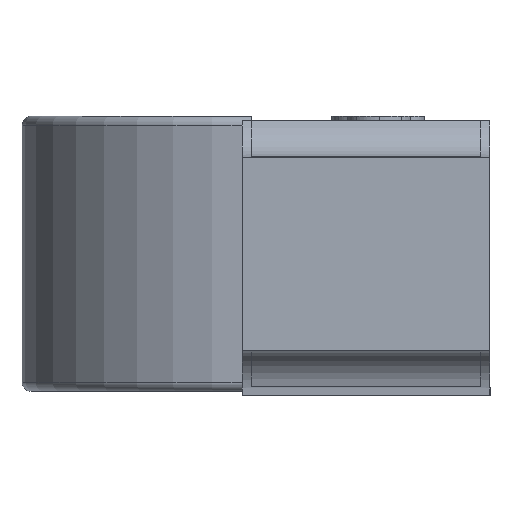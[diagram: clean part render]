
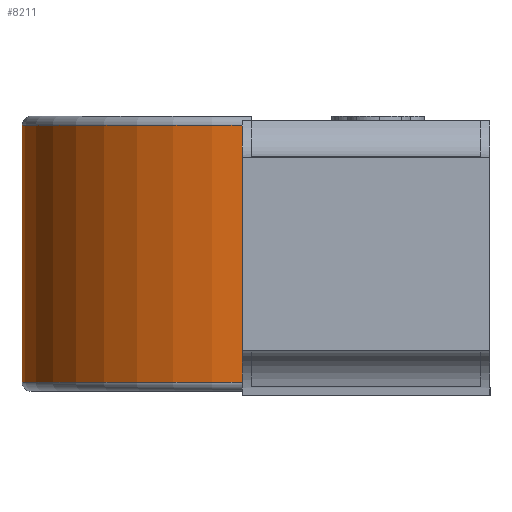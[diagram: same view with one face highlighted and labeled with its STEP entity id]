
A CAD part, left-side view. The second image highlights one B-rep face of the part: STEP entity #8211.
In plain terms, the highlighted cylindrical face has radius 0.5 mm (diameter 1 mm), a partial arc.
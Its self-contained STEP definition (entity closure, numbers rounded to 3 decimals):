
#411 = CARTESIAN_POINT ( 'NONE',  ( -0.35, 0.02, -0.28 ) ) ;
#791 = DIRECTION ( 'NONE',  ( 0., 1., 0. ) ) ;
#919 = CYLINDRICAL_SURFACE ( 'NONE', #14563, 0.5 ) ;
#1059 = CARTESIAN_POINT ( 'NONE',  ( -0.85, 0.02, 0.28 ) ) ;
#2119 = VECTOR ( 'NONE', #4440, 1000. ) ;
#2307 = VERTEX_POINT ( 'NONE', #16281 ) ;
#2706 = ORIENTED_EDGE ( 'NONE', *, *, #10121, .F. ) ;
#2890 = VERTEX_POINT ( 'NONE', #1059 ) ;
#3190 = DIRECTION ( 'NONE',  ( 0., 0., -1. ) ) ;
#3450 = FACE_OUTER_BOUND ( 'NONE', #6629, .T. ) ;
#3630 = VECTOR ( 'NONE', #3737, 1000. ) ;
#3737 = DIRECTION ( 'NONE',  ( 0., 0., 1. ) ) ;
#4416 = DIRECTION ( 'NONE',  ( 0., -1., 0. ) ) ;
#4440 = DIRECTION ( 'NONE',  ( 0., 0., 1. ) ) ;
#5197 = CIRCLE ( 'NONE', #9354, 0.5 ) ;
#5362 = VERTEX_POINT ( 'NONE', #7934 ) ;
#6300 = ORIENTED_EDGE ( 'NONE', *, *, #11807, .T. ) ;
#6629 = EDGE_LOOP ( 'NONE', ( #11210, #14210, #2706, #6300 ) ) ;
#7319 = CARTESIAN_POINT ( 'NONE',  ( -0.85, 0.02, -0.28 ) ) ;
#7934 = CARTESIAN_POINT ( 'NONE',  ( -0.35, 0.52, -0.28 ) ) ;
#8211 = ADVANCED_FACE ( 'NONE', ( #3450 ), #919, .T. ) ;
#8277 = CARTESIAN_POINT ( 'NONE',  ( -0.35, 0.02, 0.28 ) ) ;
#9354 = AXIS2_PLACEMENT_3D ( 'NONE', #8277, #3190, #791 ) ;
#10050 = DIRECTION ( 'NONE',  ( -1., 0., 0. ) ) ;
#10121 = EDGE_CURVE ( 'NONE', #5362, #2307, #14253, .T. ) ;
#11047 = CARTESIAN_POINT ( 'NONE',  ( -0.85, 0.02, -0.3 ) ) ;
#11210 = ORIENTED_EDGE ( 'NONE', *, *, #13668, .T. ) ;
#11279 = DIRECTION ( 'NONE',  ( 0., 0., -1. ) ) ;
#11807 = EDGE_CURVE ( 'NONE', #5362, #15261, #15509, .T. ) ;
#12341 = LINE ( 'NONE', #11047, #2119 ) ;
#12658 = CARTESIAN_POINT ( 'NONE',  ( -0.35, 0.02, 0. ) ) ;
#13044 = CARTESIAN_POINT ( 'NONE',  ( -0.35, 0.52, 0.3 ) ) ;
#13435 = EDGE_CURVE ( 'NONE', #2890, #2307, #5197, .T. ) ;
#13668 = EDGE_CURVE ( 'NONE', #15261, #2890, #12341, .T. ) ;
#14210 = ORIENTED_EDGE ( 'NONE', *, *, #13435, .T. ) ;
#14253 = LINE ( 'NONE', #13044, #3630 ) ;
#14563 = AXIS2_PLACEMENT_3D ( 'NONE', #12658, #11279, #10050 ) ;
#15247 = AXIS2_PLACEMENT_3D ( 'NONE', #411, #16458, #4416 ) ;
#15261 = VERTEX_POINT ( 'NONE', #7319 ) ;
#15509 = CIRCLE ( 'NONE', #15247, 0.5 ) ;
#16281 = CARTESIAN_POINT ( 'NONE',  ( -0.35, 0.52, 0.28 ) ) ;
#16458 = DIRECTION ( 'NONE',  ( 0., 0., 1. ) ) ;
